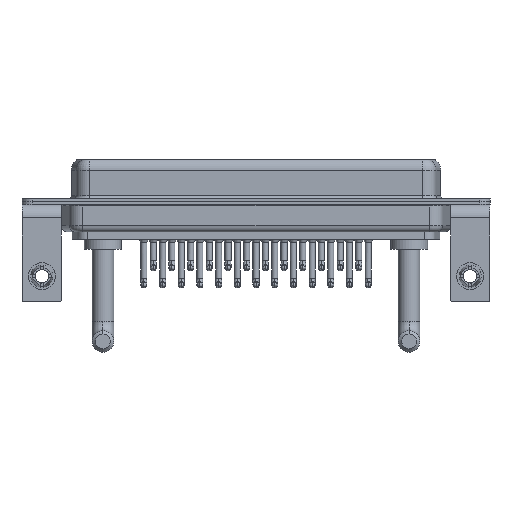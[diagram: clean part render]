
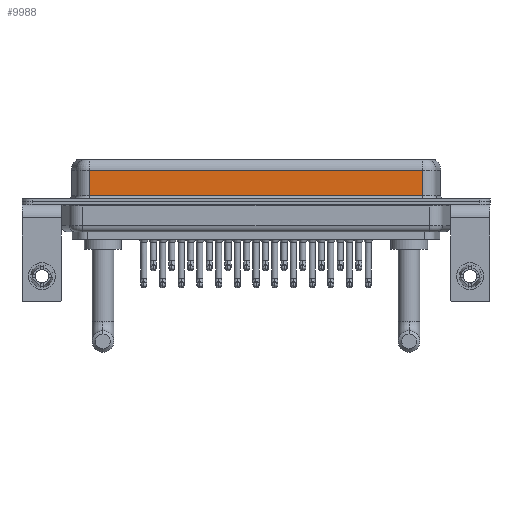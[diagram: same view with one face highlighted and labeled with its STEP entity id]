
A CAD part, front view. The second image highlights one B-rep face of the part: STEP entity #9988.
In plain terms, the highlighted planar face has unit normal (0, -1, 0).
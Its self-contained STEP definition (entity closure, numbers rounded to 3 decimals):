
#44 = DIRECTION ( 'NONE',  ( 0., 0., -1. ) ) ;
#1678 = VECTOR ( 'NONE', #44, 1000. ) ;
#1980 = CARTESIAN_POINT ( 'NONE',  ( 7.038, -3.95, 6.4 ) ) ;
#2207 = ORIENTED_EDGE ( 'NONE', *, *, #23454, .T. ) ;
#2746 = VERTEX_POINT ( 'NONE', #13561 ) ;
#3050 = EDGE_CURVE ( 'NONE', #2746, #16348, #23177, .T. ) ;
#3088 = CARTESIAN_POINT ( 'NONE',  ( 56.462, -3.95, 6.4 ) ) ;
#3219 = VERTEX_POINT ( 'NONE', #19273 ) ;
#3786 = PLANE ( 'NONE',  #18848 ) ;
#4271 = EDGE_CURVE ( 'NONE', #3219, #17809, #23051, .T. ) ;
#7213 = VECTOR ( 'NONE', #19759, 1000. ) ;
#8884 = CARTESIAN_POINT ( 'NONE',  ( 7.038, -3.95, 0.9 ) ) ;
#9988 = ADVANCED_FACE ( 'NONE', ( #20057 ), #3786, .F. ) ;
#11334 = LINE ( 'NONE', #13811, #7213 ) ;
#11544 = ORIENTED_EDGE ( 'NONE', *, *, #4271, .F. ) ;
#13061 = ORIENTED_EDGE ( 'NONE', *, *, #22032, .T. ) ;
#13358 = CARTESIAN_POINT ( 'NONE',  ( 56.462, -3.95, 4.65 ) ) ;
#13561 = CARTESIAN_POINT ( 'NONE',  ( 7.038, -3.95, 4.65 ) ) ;
#13811 = CARTESIAN_POINT ( 'NONE',  ( 56.462, -3.95, 0.9 ) ) ;
#15708 = LINE ( 'NONE', #13358, #26985 ) ;
#15779 = VECTOR ( 'NONE', #23597, 1000. ) ;
#16348 = VERTEX_POINT ( 'NONE', #8884 ) ;
#17809 = VERTEX_POINT ( 'NONE', #20276 ) ;
#18848 = AXIS2_PLACEMENT_3D ( 'NONE', #26493, #22507, #24578 ) ;
#19273 = CARTESIAN_POINT ( 'NONE',  ( 56.462, -3.95, 4.65 ) ) ;
#19759 = DIRECTION ( 'NONE',  ( 1., 0., 0. ) ) ;
#20057 = FACE_OUTER_BOUND ( 'NONE', #23458, .T. ) ;
#20276 = CARTESIAN_POINT ( 'NONE',  ( 56.462, -3.95, 0.9 ) ) ;
#21020 = ORIENTED_EDGE ( 'NONE', *, *, #3050, .T. ) ;
#22032 = EDGE_CURVE ( 'NONE', #16348, #17809, #11334, .T. ) ;
#22171 = DIRECTION ( 'NONE',  ( -1., 0., 0. ) ) ;
#22507 = DIRECTION ( 'NONE',  ( 0., 1., 0. ) ) ;
#23051 = LINE ( 'NONE', #3088, #15779 ) ;
#23177 = LINE ( 'NONE', #1980, #1678 ) ;
#23454 = EDGE_CURVE ( 'NONE', #3219, #2746, #15708, .T. ) ;
#23458 = EDGE_LOOP ( 'NONE', ( #11544, #2207, #21020, #13061 ) ) ;
#23597 = DIRECTION ( 'NONE',  ( 0., 0., -1. ) ) ;
#24578 = DIRECTION ( 'NONE',  ( 0., 0., 1. ) ) ;
#26493 = CARTESIAN_POINT ( 'NONE',  ( 56.462, -3.95, 6.4 ) ) ;
#26985 = VECTOR ( 'NONE', #22171, 1000. ) ;
